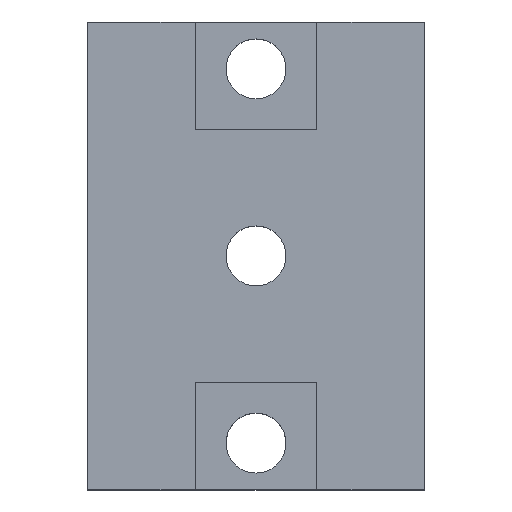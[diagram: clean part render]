
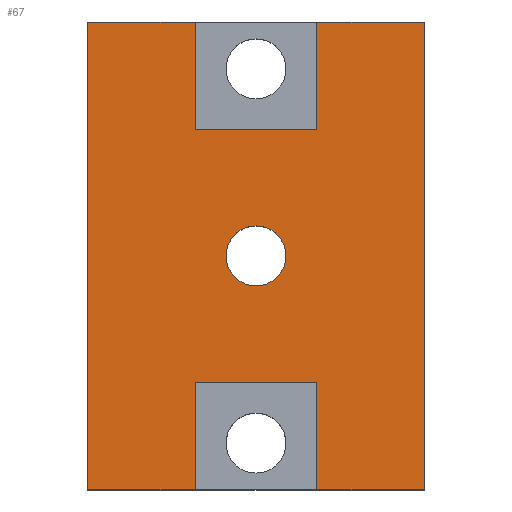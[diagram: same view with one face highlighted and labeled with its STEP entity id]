
A CAD part, top view. The second image highlights one B-rep face of the part: STEP entity #67.
In plain terms, the highlighted planar face has unit normal (0, 0, 1).
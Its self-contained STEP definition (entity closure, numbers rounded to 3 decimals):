
#13 = LINE ( 'NONE', #314, #131 ) ;
#24 = DIRECTION ( 'NONE',  ( 0., -1., 0. ) ) ;
#31 = CARTESIAN_POINT ( 'NONE',  ( 0., 0., 7. ) ) ;
#32 = AXIS2_PLACEMENT_3D ( 'NONE', #31, #798, #43 ) ;
#40 = DIRECTION ( 'NONE',  ( -1., 0., 0. ) ) ;
#42 = ORIENTED_EDGE ( 'NONE', *, *, #395, .T. ) ;
#43 = DIRECTION ( 'NONE',  ( 1., 0., 0. ) ) ;
#51 = FACE_BOUND ( 'NONE', #213, .T. ) ;
#63 = ORIENTED_EDGE ( 'NONE', *, *, #96, .F. ) ;
#67 = ADVANCED_FACE ( 'NONE', ( #51, #541 ), #482, .T. ) ;
#83 = ORIENTED_EDGE ( 'NONE', *, *, #680, .F. ) ;
#84 = CARTESIAN_POINT ( 'NONE',  ( -3.525, 4.6, 7. ) ) ;
#94 = VECTOR ( 'NONE', #633, 1000. ) ;
#96 = EDGE_CURVE ( 'NONE', #803, #240, #771, .T. ) ;
#98 = VERTEX_POINT ( 'NONE', #739 ) ;
#118 = VECTOR ( 'NONE', #782, 1000. ) ;
#119 = DIRECTION ( 'NONE',  ( 0., 1., 0. ) ) ;
#124 = VERTEX_POINT ( 'NONE', #671 ) ;
#128 = CARTESIAN_POINT ( 'NONE',  ( 2.225, -1.15, 7. ) ) ;
#131 = VECTOR ( 'NONE', #119, 1000. ) ;
#135 = EDGE_CURVE ( 'NONE', #662, #147, #722, .T. ) ;
#146 = ORIENTED_EDGE ( 'NONE', *, *, #135, .T. ) ;
#147 = VERTEX_POINT ( 'NONE', #693 ) ;
#148 = DIRECTION ( 'NONE',  ( 0., 1., 0. ) ) ;
#150 = CARTESIAN_POINT ( 'NONE',  ( 8.725, -14.65, 7. ) ) ;
#151 = EDGE_CURVE ( 'NONE', #98, #715, #800, .T. ) ;
#156 = CARTESIAN_POINT ( 'NONE',  ( 14.475, 4.6, 7. ) ) ;
#170 = CARTESIAN_POINT ( 'NONE',  ( -3.525, 4.6, 7. ) ) ;
#183 = CARTESIAN_POINT ( 'NONE',  ( -3.525, 4.6, 7. ) ) ;
#185 = ORIENTED_EDGE ( 'NONE', *, *, #713, .T. ) ;
#192 = VECTOR ( 'NONE', #656, 1000. ) ;
#206 = CARTESIAN_POINT ( 'NONE',  ( 5.475, -7.9, 7. ) ) ;
#207 = CARTESIAN_POINT ( 'NONE',  ( 2.225, -1.15, 7. ) ) ;
#208 = VECTOR ( 'NONE', #291, 1000. ) ;
#213 = EDGE_LOOP ( 'NONE', ( #660, #63 ) ) ;
#214 = ORIENTED_EDGE ( 'NONE', *, *, #385, .F. ) ;
#225 = VECTOR ( 'NONE', #575, 1000. ) ;
#227 = DIRECTION ( 'NONE',  ( 1., 0., 0. ) ) ;
#231 = CARTESIAN_POINT ( 'NONE',  ( 2.225, -14.65, 7. ) ) ;
#240 = VERTEX_POINT ( 'NONE', #309 ) ;
#241 = EDGE_CURVE ( 'NONE', #124, #348, #673, .T. ) ;
#250 = LINE ( 'NONE', #128, #225 ) ;
#252 = VERTEX_POINT ( 'NONE', #562 ) ;
#275 = CARTESIAN_POINT ( 'NONE',  ( 2.225, -14.65, 7. ) ) ;
#276 = AXIS2_PLACEMENT_3D ( 'NONE', #793, #364, #551 ) ;
#278 = LINE ( 'NONE', #183, #94 ) ;
#288 = VECTOR ( 'NONE', #501, 1000. ) ;
#291 = DIRECTION ( 'NONE',  ( -1., 0., 0. ) ) ;
#295 = ORIENTED_EDGE ( 'NONE', *, *, #546, .T. ) ;
#298 = CARTESIAN_POINT ( 'NONE',  ( -3.525, -20.4, 7. ) ) ;
#309 = CARTESIAN_POINT ( 'NONE',  ( 3.875, -7.9, 7. ) ) ;
#314 = CARTESIAN_POINT ( 'NONE',  ( 8.725, -14.65, 7. ) ) ;
#335 = LINE ( 'NONE', #751, #824 ) ;
#343 = LINE ( 'NONE', #231, #208 ) ;
#348 = VERTEX_POINT ( 'NONE', #686 ) ;
#356 = EDGE_LOOP ( 'NONE', ( #819, #42, #295, #380, #214, #762, #707, #818, #185, #146, #83, #507 ) ) ;
#361 = DIRECTION ( 'NONE',  ( 1., 0., 0. ) ) ;
#364 = DIRECTION ( 'NONE',  ( 0., 0., 1. ) ) ;
#380 = ORIENTED_EDGE ( 'NONE', *, *, #241, .T. ) ;
#385 = EDGE_CURVE ( 'NONE', #708, #348, #628, .T. ) ;
#395 = EDGE_CURVE ( 'NONE', #98, #530, #278, .T. ) ;
#400 = EDGE_CURVE ( 'NONE', #715, #252, #250, .T. ) ;
#414 = CARTESIAN_POINT ( 'NONE',  ( 2.225, -1.15, 7. ) ) ;
#430 = VERTEX_POINT ( 'NONE', #709 ) ;
#432 = VERTEX_POINT ( 'NONE', #519 ) ;
#444 = CARTESIAN_POINT ( 'NONE',  ( 2.225, -14.65, 7. ) ) ;
#479 = EDGE_CURVE ( 'NONE', #240, #803, #534, .T. ) ;
#482 = PLANE ( 'NONE',  #32 ) ;
#491 = LINE ( 'NONE', #719, #192 ) ;
#501 = DIRECTION ( 'NONE',  ( 0., -1., 0. ) ) ;
#506 = AXIS2_PLACEMENT_3D ( 'NONE', #206, #651, #590 ) ;
#507 = ORIENTED_EDGE ( 'NONE', *, *, #400, .F. ) ;
#519 = CARTESIAN_POINT ( 'NONE',  ( 8.725, -20.4, 7. ) ) ;
#530 = VERTEX_POINT ( 'NONE', #84 ) ;
#533 = LINE ( 'NONE', #663, #118 ) ;
#534 = CIRCLE ( 'NONE', #506, 1.6 ) ;
#541 = FACE_OUTER_BOUND ( 'NONE', #356, .T. ) ;
#546 = EDGE_CURVE ( 'NONE', #530, #124, #491, .T. ) ;
#551 = DIRECTION ( 'NONE',  ( 1., 0., 0. ) ) ;
#562 = CARTESIAN_POINT ( 'NONE',  ( 8.725, -1.15, 7. ) ) ;
#575 = DIRECTION ( 'NONE',  ( 1., 0., 0. ) ) ;
#590 = DIRECTION ( 'NONE',  ( 1., 0., 0. ) ) ;
#594 = VECTOR ( 'NONE', #24, 1000. ) ;
#628 = LINE ( 'NONE', #444, #288 ) ;
#633 = DIRECTION ( 'NONE',  ( -1., 0., 0. ) ) ;
#648 = VECTOR ( 'NONE', #148, 1000. ) ;
#651 = DIRECTION ( 'NONE',  ( 0., 0., 1. ) ) ;
#656 = DIRECTION ( 'NONE',  ( 0., -1., 0. ) ) ;
#657 = LINE ( 'NONE', #156, #648 ) ;
#660 = ORIENTED_EDGE ( 'NONE', *, *, #479, .F. ) ;
#661 = VERTEX_POINT ( 'NONE', #150 ) ;
#662 = VERTEX_POINT ( 'NONE', #770 ) ;
#663 = CARTESIAN_POINT ( 'NONE',  ( 8.725, -1.15, 7. ) ) ;
#671 = CARTESIAN_POINT ( 'NONE',  ( -3.525, -20.4, 7. ) ) ;
#673 = LINE ( 'NONE', #298, #780 ) ;
#680 = EDGE_CURVE ( 'NONE', #252, #147, #533, .T. ) ;
#684 = VECTOR ( 'NONE', #40, 1000. ) ;
#686 = CARTESIAN_POINT ( 'NONE',  ( 2.225, -20.4, 7. ) ) ;
#693 = CARTESIAN_POINT ( 'NONE',  ( 8.725, 4.6, 7. ) ) ;
#707 = ORIENTED_EDGE ( 'NONE', *, *, #779, .F. ) ;
#708 = VERTEX_POINT ( 'NONE', #275 ) ;
#709 = CARTESIAN_POINT ( 'NONE',  ( 14.475, -20.4, 7. ) ) ;
#713 = EDGE_CURVE ( 'NONE', #430, #662, #657, .T. ) ;
#715 = VERTEX_POINT ( 'NONE', #207 ) ;
#719 = CARTESIAN_POINT ( 'NONE',  ( -3.525, 4.6, 7. ) ) ;
#722 = LINE ( 'NONE', #170, #684 ) ;
#739 = CARTESIAN_POINT ( 'NONE',  ( 2.225, 4.6, 7. ) ) ;
#743 = EDGE_CURVE ( 'NONE', #432, #430, #335, .T. ) ;
#748 = CARTESIAN_POINT ( 'NONE',  ( 7.075, -7.9, 7. ) ) ;
#749 = EDGE_CURVE ( 'NONE', #661, #708, #343, .T. ) ;
#751 = CARTESIAN_POINT ( 'NONE',  ( -3.525, -20.4, 7. ) ) ;
#762 = ORIENTED_EDGE ( 'NONE', *, *, #749, .F. ) ;
#770 = CARTESIAN_POINT ( 'NONE',  ( 14.475, 4.6, 7. ) ) ;
#771 = CIRCLE ( 'NONE', #276, 1.6 ) ;
#779 = EDGE_CURVE ( 'NONE', #432, #661, #13, .T. ) ;
#780 = VECTOR ( 'NONE', #227, 1000. ) ;
#782 = DIRECTION ( 'NONE',  ( 0., 1., 0. ) ) ;
#793 = CARTESIAN_POINT ( 'NONE',  ( 5.475, -7.9, 7. ) ) ;
#798 = DIRECTION ( 'NONE',  ( 0., 0., 1. ) ) ;
#800 = LINE ( 'NONE', #414, #594 ) ;
#803 = VERTEX_POINT ( 'NONE', #748 ) ;
#818 = ORIENTED_EDGE ( 'NONE', *, *, #743, .T. ) ;
#819 = ORIENTED_EDGE ( 'NONE', *, *, #151, .F. ) ;
#824 = VECTOR ( 'NONE', #361, 1000. ) ;
